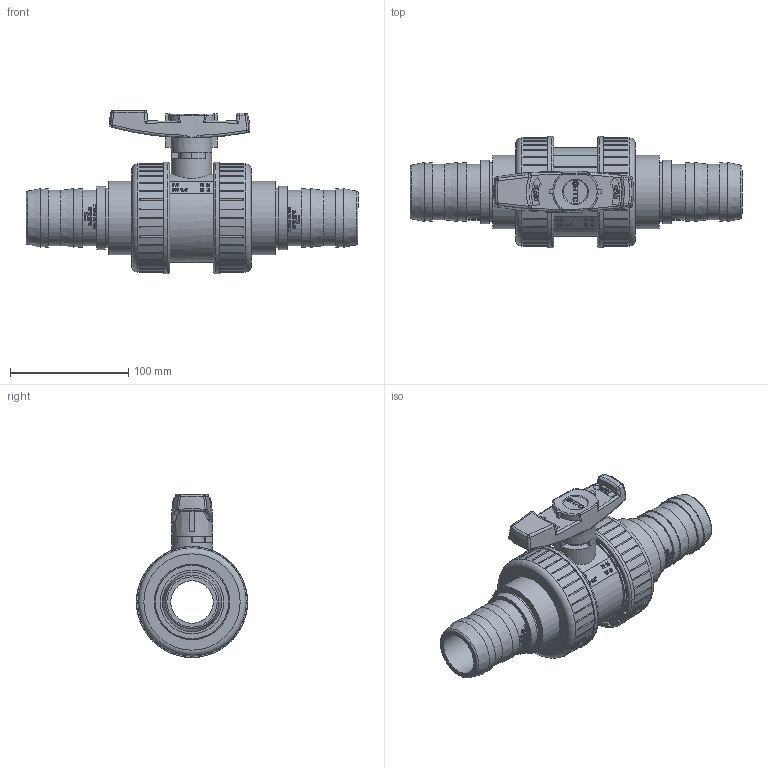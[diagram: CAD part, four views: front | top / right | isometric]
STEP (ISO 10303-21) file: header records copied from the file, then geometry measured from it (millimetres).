
FILE_DESCRIPTION(/* description */ (''),/* implementation_level */ '2;1');
FILE_NAME(/* name */ 'AK0910.050.050.step',/* time_stamp */ '2026-03-25T16:14:41+01:00',/* author */ (''),/* organization */ (''),/* preprocessor_version */ 'ST-DEVELOPER v20.1',/* originating_system */ 'Autodesk Translation Framework v14.24.0.0',/* authorisation */ '');
FILE_SCHEMA (('AUTOMOTIVE_DESIGN { 1 0 10303 214 3 1 1 }'));
Products named in the file (1): 2025-12-30-08-12-25-650
Bounding box: 280.9 x 94 x 138 mm (x, y, z)
Volume: 685624.2 mm3; surface area: 264327.4 mm2
Topology: 20 solids, 20 shells, 2017 faces, 5528 edges, 3643 vertices
Faces by surface type: plane 808, bspline 735, cylinder 318, sphere 85, torus 54, cone 17
Full cylindrical faces by diameter (mm): 2.295 x1, 3.06 x1, 17 x4, 21 x3, 22 x1, 23 x2, 25 x1, 34.136 x1, 36 x2, 38 x1, 39 x2, 40 x6, 45.2 x3, 46 x1, 47 x7, 50 x2, 50.6 x3, 51 x1, 54 x2, 55.5 x1, 56.14 x3, 59.4 x3, 61.5 x1, 62 x2, 63.4 x2, 64 x2, 65 x1, 66 x4, 66.4 x1, 69 x2
Entity records: 94441 total; most frequent: CARTESIAN_POINT 47655, ORIENTED_EDGE 10956, DIRECTION 7661, EDGE_CURVE 5478, VERTEX_POINT 3643, AXIS2_PLACEMENT_3D 2580, LINE 2501, VECTOR 2501
